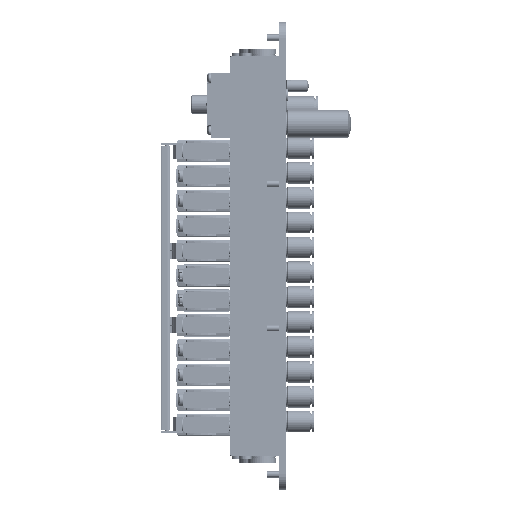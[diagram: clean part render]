
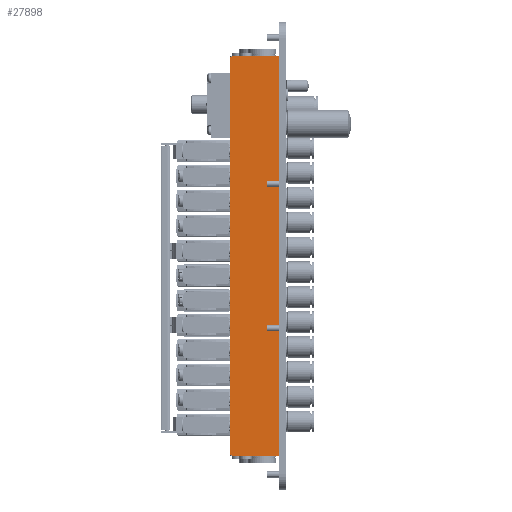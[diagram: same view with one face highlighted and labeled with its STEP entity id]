
A CAD part, left-side view. The second image highlights one B-rep face of the part: STEP entity #27898.
In plain terms, the highlighted face is planar.
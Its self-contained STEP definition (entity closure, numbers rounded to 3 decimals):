
#4571=FACE_OUTER_BOUND('',#6784,.T.);
#6784=EDGE_LOOP('',(#21749,#21750,#21751,#21752,#21753,#21754,#21755,#21756,
#21757,#21758,#21759,#21760));
#8391=LINE('',#41182,#10540);
#8602=LINE('',#41744,#10751);
#8926=LINE('',#42662,#11075);
#8927=LINE('',#42668,#11076);
#8933=LINE('',#42688,#11082);
#8961=LINE('',#43025,#11110);
#8962=LINE('',#43031,#11111);
#8976=LINE('',#43075,#11125);
#8977=LINE('',#43077,#11126);
#8979=LINE('',#43079,#11128);
#9056=LINE('',#44161,#11205);
#9057=LINE('',#44162,#11206);
#10540=VECTOR('',#32613,10.);
#10751=VECTOR('',#33126,10.);
#11075=VECTOR('',#33950,10.);
#11076=VECTOR('',#33955,10.);
#11082=VECTOR('',#33979,10.);
#11110=VECTOR('',#34405,10.);
#11111=VECTOR('',#34410,10.);
#11125=VECTOR('',#34458,10.);
#11126=VECTOR('',#34461,10.);
#11128=VECTOR('',#34463,10.);
#11205=VECTOR('',#35690,10.);
#11206=VECTOR('',#35691,10.);
#12644=VERTEX_POINT('',#41179);
#12645=VERTEX_POINT('',#41181);
#12842=VERTEX_POINT('',#41737);
#12845=VERTEX_POINT('',#41742);
#13188=VERTEX_POINT('',#42658);
#13189=VERTEX_POINT('',#42660);
#13190=VERTEX_POINT('',#42664);
#13192=VERTEX_POINT('',#42667);
#13306=VERTEX_POINT('',#43021);
#13307=VERTEX_POINT('',#43023);
#13308=VERTEX_POINT('',#43027);
#13310=VERTEX_POINT('',#43030);
#15415=EDGE_CURVE('',#12644,#12645,#8391,.T.);
#15691=EDGE_CURVE('',#12842,#12845,#8602,.T.);
#16142=EDGE_CURVE('',#13188,#13189,#8926,.T.);
#16144=EDGE_CURVE('',#13190,#13192,#8927,.T.);
#16155=EDGE_CURVE('',#13192,#13189,#8933,.T.);
#16267=EDGE_CURVE('',#13306,#13307,#8961,.T.);
#16269=EDGE_CURVE('',#13308,#13310,#8962,.T.);
#16292=EDGE_CURVE('',#13310,#13307,#8976,.T.);
#16293=EDGE_CURVE('',#12644,#13306,#8977,.T.);
#16295=EDGE_CURVE('',#13308,#12842,#8979,.T.);
#16649=EDGE_CURVE('',#13188,#12845,#9056,.T.);
#16650=EDGE_CURVE('',#12645,#13190,#9057,.T.);
#21749=ORIENTED_EDGE('',*,*,#16293,.T.);
#21750=ORIENTED_EDGE('',*,*,#16267,.T.);
#21751=ORIENTED_EDGE('',*,*,#16292,.F.);
#21752=ORIENTED_EDGE('',*,*,#16269,.F.);
#21753=ORIENTED_EDGE('',*,*,#16295,.T.);
#21754=ORIENTED_EDGE('',*,*,#15691,.T.);
#21755=ORIENTED_EDGE('',*,*,#16649,.F.);
#21756=ORIENTED_EDGE('',*,*,#16142,.T.);
#21757=ORIENTED_EDGE('',*,*,#16155,.F.);
#21758=ORIENTED_EDGE('',*,*,#16144,.F.);
#21759=ORIENTED_EDGE('',*,*,#16650,.F.);
#21760=ORIENTED_EDGE('',*,*,#15415,.F.);
#26564=PLANE('',#30319);
#27898=ADVANCED_FACE('',(#4571),#26564,.T.);
#30319=AXIS2_PLACEMENT_3D('',#44160,#35688,#35689);
#32613=DIRECTION('',(0.,0.,1.));
#33126=DIRECTION('',(0.,0.,1.));
#33950=DIRECTION('',(0.,0.,1.));
#33955=DIRECTION('',(0.,0.,1.));
#33979=DIRECTION('',(0.,1.,0.));
#34405=DIRECTION('',(0.,0.,-1.));
#34410=DIRECTION('',(0.,0.,-1.));
#34458=DIRECTION('',(0.,-1.,0.));
#34461=DIRECTION('',(0.,1.,0.));
#34463=DIRECTION('',(0.,1.,0.));
#35688=DIRECTION('center_axis',(1.,0.,0.));
#35689=DIRECTION('ref_axis',(0.,1.,0.));
#35690=DIRECTION('',(0.,1.,0.));
#35691=DIRECTION('',(0.,1.,0.));
#41179=CARTESIAN_POINT('',(110.,-33.8,0.));
#41181=CARTESIAN_POINT('',(110.,-33.8,256.));
#41182=CARTESIAN_POINT('',(110.,-33.8,0.));
#41737=CARTESIAN_POINT('',(110.,0.,0.));
#41742=CARTESIAN_POINT('',(110.,0.,256.));
#41744=CARTESIAN_POINT('',(110.,0.,0.));
#42658=CARTESIAN_POINT('',(110.,-1.3,256.));
#42660=CARTESIAN_POINT('',(110.,-1.3,256.69));
#42662=CARTESIAN_POINT('',(110.,-1.3,256.));
#42664=CARTESIAN_POINT('',(110.,-32.5,256.));
#42667=CARTESIAN_POINT('',(110.,-32.5,256.69));
#42668=CARTESIAN_POINT('',(110.,-32.5,256.));
#42688=CARTESIAN_POINT('',(110.,-32.5,256.69));
#43021=CARTESIAN_POINT('',(110.,-32.5,0.));
#43023=CARTESIAN_POINT('',(110.,-32.5,-0.69));
#43025=CARTESIAN_POINT('',(110.,-32.5,0.));
#43027=CARTESIAN_POINT('',(110.,-1.3,0.));
#43030=CARTESIAN_POINT('',(110.,-1.3,-0.69));
#43031=CARTESIAN_POINT('',(110.,-1.3,0.));
#43075=CARTESIAN_POINT('',(110.,-32.5,-0.69));
#43077=CARTESIAN_POINT('',(110.,-33.8,0.));
#43079=CARTESIAN_POINT('',(110.,-33.8,0.));
#44160=CARTESIAN_POINT('Origin',(110.,-33.8,0.));
#44161=CARTESIAN_POINT('',(110.,-33.8,256.));
#44162=CARTESIAN_POINT('',(110.,-33.8,256.));
